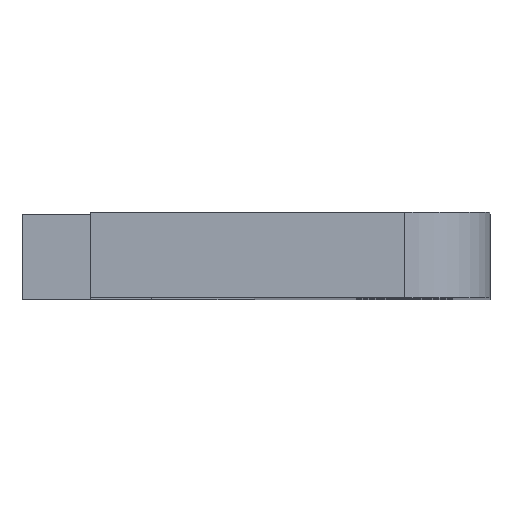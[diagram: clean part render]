
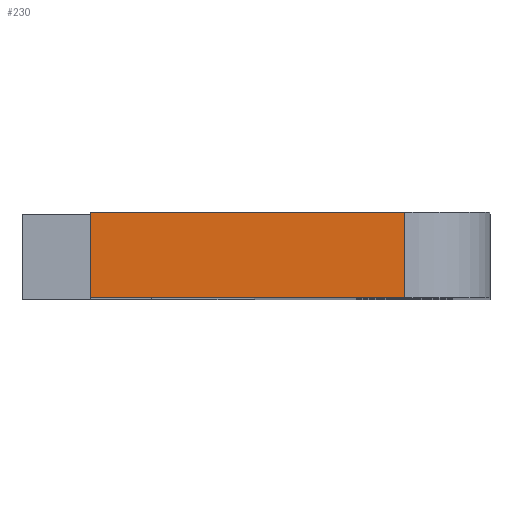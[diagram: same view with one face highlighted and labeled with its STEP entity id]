
A CAD part, top view. The second image highlights one B-rep face of the part: STEP entity #230.
In plain terms, the highlighted planar face has unit normal (0, 0, 1).
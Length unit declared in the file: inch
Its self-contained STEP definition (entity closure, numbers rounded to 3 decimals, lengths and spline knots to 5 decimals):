
#2 = DIRECTION ( 'NONE',  ( 0., 1., 0. ) ) ;
#3 = CARTESIAN_POINT ( 'NONE',  ( 0.6603, 0., 0.875 ) ) ;
#19 = VECTOR ( 'NONE', #655, 39.37008 ) ;
#66 = EDGE_LOOP ( 'NONE', ( #633, #662, #452, #431 ) ) ;
#71 = VERTEX_POINT ( 'NONE', #653 ) ;
#91 = LINE ( 'NONE', #831, #334 ) ;
#102 = VECTOR ( 'NONE', #702, 39.37008 ) ;
#117 = LINE ( 'NONE', #661, #19 ) ;
#230 = ADVANCED_FACE ( 'NONE', ( #776 ), #501, .F. ) ;
#244 = LINE ( 'NONE', #686, #102 ) ;
#281 = LINE ( 'NONE', #3, #487 ) ;
#318 = AXIS2_PLACEMENT_3D ( 'NONE', #569, #506, #496 ) ;
#321 = VERTEX_POINT ( 'NONE', #361 ) ;
#334 = VECTOR ( 'NONE', #811, 39.37008 ) ;
#361 = CARTESIAN_POINT ( 'NONE',  ( 0.6603, 0.125, 0.875 ) ) ;
#421 = VERTEX_POINT ( 'NONE', #719 ) ;
#430 = EDGE_CURVE ( 'NONE', #807, #321, #244, .T. ) ;
#431 = ORIENTED_EDGE ( 'NONE', *, *, #612, .F. ) ;
#438 = EDGE_CURVE ( 'NONE', #71, #421, #117, .T. ) ;
#452 = ORIENTED_EDGE ( 'NONE', *, *, #430, .T. ) ;
#482 = CARTESIAN_POINT ( 'NONE',  ( 1.12, 0.125, 0.875 ) ) ;
#487 = VECTOR ( 'NONE', #2, 39.37008 ) ;
#496 = DIRECTION ( 'NONE',  ( -1., 0., 0. ) ) ;
#501 = PLANE ( 'NONE',  #318 ) ;
#506 = DIRECTION ( 'NONE',  ( 0., 0., -1. ) ) ;
#569 = CARTESIAN_POINT ( 'NONE',  ( 0.6603, 0., 0.875 ) ) ;
#612 = EDGE_CURVE ( 'NONE', #421, #321, #281, .T. ) ;
#624 = EDGE_CURVE ( 'NONE', #71, #807, #91, .T. ) ;
#633 = ORIENTED_EDGE ( 'NONE', *, *, #438, .F. ) ;
#653 = CARTESIAN_POINT ( 'NONE',  ( 1.12, 0., 0.875 ) ) ;
#655 = DIRECTION ( 'NONE',  ( -1., 0., 0. ) ) ;
#661 = CARTESIAN_POINT ( 'NONE',  ( 0.6603, 0., 0.875 ) ) ;
#662 = ORIENTED_EDGE ( 'NONE', *, *, #624, .T. ) ;
#686 = CARTESIAN_POINT ( 'NONE',  ( 0.6603, 0.125, 0.875 ) ) ;
#702 = DIRECTION ( 'NONE',  ( -1., 0., 0. ) ) ;
#719 = CARTESIAN_POINT ( 'NONE',  ( 0.6603, 0., 0.875 ) ) ;
#776 = FACE_OUTER_BOUND ( 'NONE', #66, .T. ) ;
#807 = VERTEX_POINT ( 'NONE', #482 ) ;
#811 = DIRECTION ( 'NONE',  ( 0., 1., 0. ) ) ;
#831 = CARTESIAN_POINT ( 'NONE',  ( 1.12, 0., 0.875 ) ) ;
